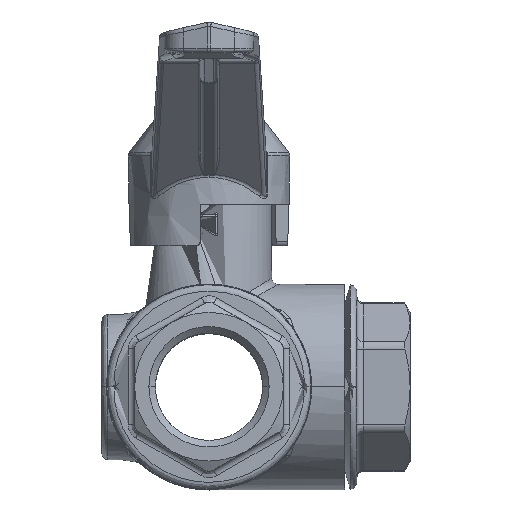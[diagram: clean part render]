
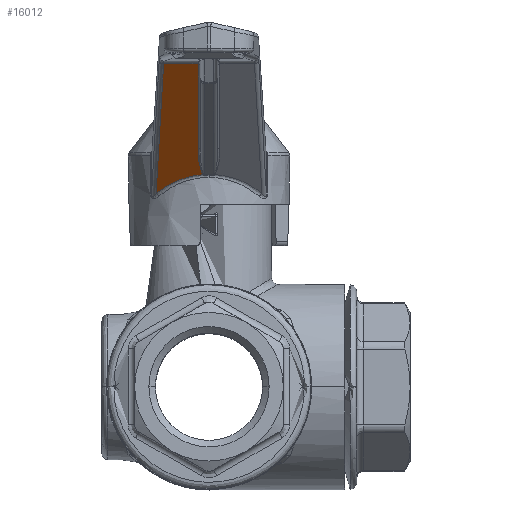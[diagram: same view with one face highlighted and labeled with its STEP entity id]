
A CAD part, top view. The second image highlights one B-rep face of the part: STEP entity #16012.
In plain terms, the highlighted planar face has unit normal (0, -0.707, 0.707).
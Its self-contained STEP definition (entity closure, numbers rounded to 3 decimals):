
#205 = CARTESIAN_POINT ( 'NONE',  ( -1.937, 49.754, 47.846 ) ) ;
#743 = EDGE_CURVE ( 'NONE', #12921, #9649, #22521, .T. ) ;
#1066 = CARTESIAN_POINT ( 'NONE',  ( -2.5, 73.834, 71.926 ) ) ;
#1098 = CARTESIAN_POINT ( 'NONE',  ( -13.77, 40.3, 38.392 ) ) ;
#1351 = ORIENTED_EDGE ( 'NONE', *, *, #18854, .F. ) ;
#1746 = AXIS2_PLACEMENT_3D ( 'NONE', #1098, #10393, #28718 ) ;
#2167 = CARTESIAN_POINT ( 'NONE',  ( -4.293, 48.118, 46.21 ) ) ;
#3482 = CARTESIAN_POINT ( 'NONE',  ( -2.5, 67.415, 65.507 ) ) ;
#3678 = CARTESIAN_POINT ( 'NONE',  ( -5.017, 47.938, 46.03 ) ) ;
#3988 = CARTESIAN_POINT ( 'NONE',  ( -11.716, 44.591, 42.683 ) ) ;
#4468 = CARTESIAN_POINT ( 'NONE',  ( -3.214, 48.36, 46.452 ) ) ;
#5150 = CARTESIAN_POINT ( 'NONE',  ( -2.5, 54.577, 52.669 ) ) ;
#5245 = CARTESIAN_POINT ( 'NONE',  ( -2.457, 52.916, 51.007 ) ) ;
#5449 = CARTESIAN_POINT ( 'NONE',  ( -10.392, 73.834, 71.926 ) ) ;
#5720 = CARTESIAN_POINT ( 'NONE',  ( -2.5, 60.996, 59.088 ) ) ;
#5747 = PLANE ( 'NONE',  #1746 ) ;
#6123 = CARTESIAN_POINT ( 'NONE',  ( -4.415, 48.089, 46.181 ) ) ;
#6313 = EDGE_CURVE ( 'NONE', #22681, #9649, #20028, .T. ) ;
#7064 = CARTESIAN_POINT ( 'NONE',  ( -12.096, 44.279, 42.371 ) ) ;
#7168 = CARTESIAN_POINT ( 'NONE',  ( -1.524, 48.82, 46.912 ) ) ;
#7725 = ORIENTED_EDGE ( 'NONE', *, *, #6313, .F. ) ;
#8728 = CARTESIAN_POINT ( 'NONE',  ( -7.761, 73.834, 71.926 ) ) ;
#9396 = CARTESIAN_POINT ( 'NONE',  ( -2.34, 51.804, 49.896 ) ) ;
#9398 = CARTESIAN_POINT ( 'NONE',  ( -11.528, 54.131, 52.223 ) ) ;
#9649 = VERTEX_POINT ( 'NONE', #13166 ) ;
#10353 = CARTESIAN_POINT ( 'NONE',  ( -2.5, 73.834, 71.926 ) ) ;
#10393 = DIRECTION ( 'NONE',  ( 0., 0.707, -0.707 ) ) ;
#10672 = CARTESIAN_POINT ( 'NONE',  ( -12.096, 44.279, 42.371 ) ) ;
#11059 = B_SPLINE_CURVE_WITH_KNOTS ( 'NONE', 3,
 ( #29657, #8728, #27133, #18032 ),
 .UNSPECIFIED., .F., .F.,
 ( 4, 4 ),
 ( 0., 1. ),
 .UNSPECIFIED. ) ;
#11711 = CARTESIAN_POINT ( 'NONE',  ( -2.186, 50.817, 48.909 ) ) ;
#12036 = CARTESIAN_POINT ( 'NONE',  ( -10.392, 73.834, 71.926 ) ) ;
#12099 = ORIENTED_EDGE ( 'NONE', *, *, #27683, .F. ) ;
#12893 = CARTESIAN_POINT ( 'NONE',  ( -9.898, 45.837, 43.929 ) ) ;
#12921 = VERTEX_POINT ( 'NONE', #10672 ) ;
#13166 = CARTESIAN_POINT ( 'NONE',  ( -1.265, 48.565, 46.657 ) ) ;
#14069 = FACE_OUTER_BOUND ( 'NONE', #17267, .T. ) ;
#15237 = CARTESIAN_POINT ( 'NONE',  ( -5.851, 47.699, 45.791 ) ) ;
#16012 = ADVANCED_FACE ( 'NONE', ( #14069 ), #5747, .F. ) ;
#16052 = B_SPLINE_CURVE_WITH_KNOTS ( 'NONE', 3,
 ( #1066, #3482, #5720, #22017 ),
 .UNSPECIFIED., .F., .F.,
 ( 4, 4 ),
 ( 0., 1. ),
 .UNSPECIFIED. ) ;
#16389 = CARTESIAN_POINT ( 'NONE',  ( -1.798, 49.368, 47.459 ) ) ;
#16573 = VERTEX_POINT ( 'NONE', #10353 ) ;
#17267 = EDGE_LOOP ( 'NONE', ( #7725, #12099, #22610, #1351, #26530 ) ) ;
#17470 = CARTESIAN_POINT ( 'NONE',  ( -8.83, 46.468, 44.56 ) ) ;
#17674 = CARTESIAN_POINT ( 'NONE',  ( -10.418, 45.513, 43.604 ) ) ;
#18032 = CARTESIAN_POINT ( 'NONE',  ( -2.5, 73.834, 71.926 ) ) ;
#18250 = CARTESIAN_POINT ( 'NONE',  ( -2.5, 54.577, 52.669 ) ) ;
#18708 = CARTESIAN_POINT ( 'NONE',  ( -1.389, 48.656, 46.748 ) ) ;
#18854 = EDGE_CURVE ( 'NONE', #12921, #21893, #22813, .T. ) ;
#18905 = CARTESIAN_POINT ( 'NONE',  ( -2.5, 53.747, 51.839 ) ) ;
#19002 = CARTESIAN_POINT ( 'NONE',  ( -10.96, 63.982, 62.074 ) ) ;
#19980 = CARTESIAN_POINT ( 'NONE',  ( -4.656, 48.03, 46.122 ) ) ;
#20028 = B_SPLINE_CURVE_WITH_KNOTS ( 'NONE', 3,
 ( #5150, #18905, #5245, #9396, #25992, #11711, #27899, #205, #16389, #7168, #18708, #26295 ),
 .UNSPECIFIED., .F., .F.,
 ( 4, 2, 2, 2, 2, 4 ),
 ( 0., 0.25, 0.375, 0.5, 0.75, 1. ),
 .UNSPECIFIED. ) ;
#20072 = CARTESIAN_POINT ( 'NONE',  ( -11.13, 45.035, 43.127 ) ) ;
#20174 = CARTESIAN_POINT ( 'NONE',  ( -9.794, 45.9, 43.991 ) ) ;
#21893 = VERTEX_POINT ( 'NONE', #12036 ) ;
#22017 = CARTESIAN_POINT ( 'NONE',  ( -2.5, 54.577, 52.669 ) ) ;
#22116 = CARTESIAN_POINT ( 'NONE',  ( -12.096, 44.279, 42.371 ) ) ;
#22320 = CARTESIAN_POINT ( 'NONE',  ( -6.553, 47.452, 45.544 ) ) ;
#22521 = B_SPLINE_CURVE_WITH_KNOTS ( 'NONE', 3,
 ( #22116, #3988, #20072, #17674, #26764, #12893, #20174, #17470, #29083, #22320, #15237, #3678, #19980, #6123, #2167, #4468, #29966, #24926 ),
 .UNSPECIFIED., .F., .F.,
 ( 4, 1, 1, 2, 2, 2, 1, 1, 2, 2, 4 ),
 ( 0., 0.125, 0.187, 0.219, 0.25, 0.5, 0.625, 0.687, 0.719, 0.75, 1. ),
 .UNSPECIFIED. ) ;
#22610 = ORIENTED_EDGE ( 'NONE', *, *, #29009, .F. ) ;
#22681 = VERTEX_POINT ( 'NONE', #18250 ) ;
#22813 = B_SPLINE_CURVE_WITH_KNOTS ( 'NONE', 3,
 ( #7064, #9398, #19002, #5449 ),
 .UNSPECIFIED., .F., .F.,
 ( 4, 4 ),
 ( 0., 1. ),
 .UNSPECIFIED. ) ;
#24926 = CARTESIAN_POINT ( 'NONE',  ( -1.265, 48.565, 46.657 ) ) ;
#25992 = CARTESIAN_POINT ( 'NONE',  ( -2.293, 51.455, 49.547 ) ) ;
#26295 = CARTESIAN_POINT ( 'NONE',  ( -1.265, 48.565, 46.657 ) ) ;
#26530 = ORIENTED_EDGE ( 'NONE', *, *, #743, .T. ) ;
#26764 = CARTESIAN_POINT ( 'NONE',  ( -10.107, 45.709, 43.8 ) ) ;
#27133 = CARTESIAN_POINT ( 'NONE',  ( -5.131, 73.834, 71.926 ) ) ;
#27683 = EDGE_CURVE ( 'NONE', #16573, #22681, #16052, .T. ) ;
#27899 = CARTESIAN_POINT ( 'NONE',  ( -2.126, 50.528, 48.619 ) ) ;
#28718 = DIRECTION ( 'NONE',  ( -1., 0., 0. ) ) ;
#29009 = EDGE_CURVE ( 'NONE', #21893, #16573, #11059, .T. ) ;
#29083 = CARTESIAN_POINT ( 'NONE',  ( -7.94, 46.904, 44.995 ) ) ;
#29657 = CARTESIAN_POINT ( 'NONE',  ( -10.392, 73.834, 71.926 ) ) ;
#29966 = CARTESIAN_POINT ( 'NONE',  ( -2.245, 48.5, 46.592 ) ) ;
